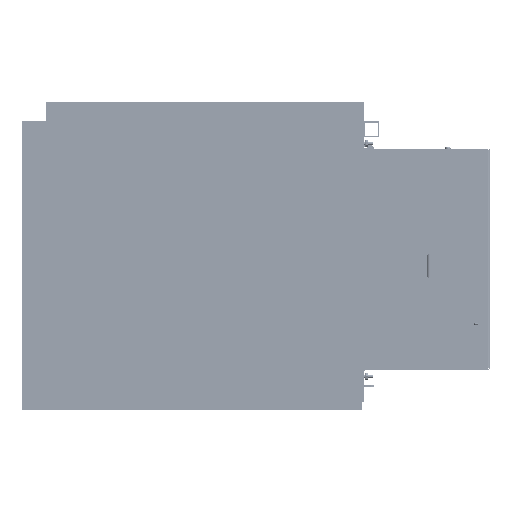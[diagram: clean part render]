
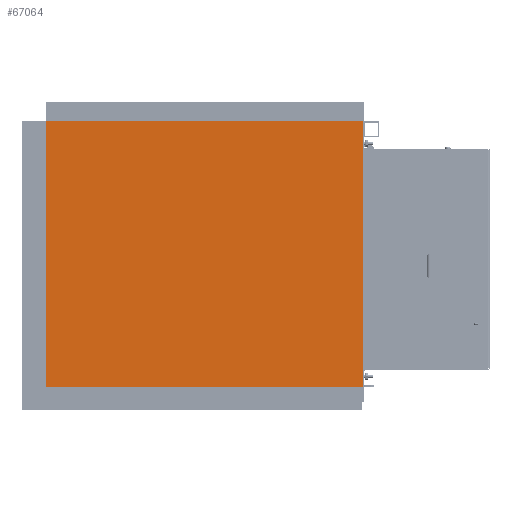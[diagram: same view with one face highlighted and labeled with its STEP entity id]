
A CAD part, left-side view. The second image highlights one B-rep face of the part: STEP entity #67064.
In plain terms, the highlighted face is planar.
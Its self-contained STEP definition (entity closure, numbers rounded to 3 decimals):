
#20561 = ORIENTED_EDGE ( 'NONE', *, *, #62503, .F. ) ;
#32604 = CARTESIAN_POINT ( 'NONE',  ( 0., 0., 0. ) ) ;
#37576 = CARTESIAN_POINT ( 'NONE',  ( -168.75, 201.5, 0. ) ) ;
#39411 = DIRECTION ( 'NONE',  ( 0., 1., 0. ) ) ;
#52352 = VECTOR ( 'NONE', #187961, 1000. ) ;
#62503 = EDGE_CURVE ( 'NONE', #145740, #146932, #205629, .T. ) ;
#67064 = ADVANCED_FACE ( 'NONE', ( #127258 ), #143880, .F. ) ;
#83222 = CARTESIAN_POINT ( 'NONE',  ( 168.75, -201.5, 0. ) ) ;
#88526 = EDGE_CURVE ( 'NONE', #146932, #158600, #103907, .T. ) ;
#89643 = EDGE_LOOP ( 'NONE', ( #175291, #134922, #197497, #20561 ) ) ;
#96079 = DIRECTION ( 'NONE',  ( 1., 0., 0. ) ) ;
#100950 = EDGE_CURVE ( 'NONE', #155735, #145740, #161855, .T. ) ;
#103907 = LINE ( 'NONE', #83222, #181884 ) ;
#119384 = VECTOR ( 'NONE', #129124, 1000. ) ;
#127258 = FACE_OUTER_BOUND ( 'NONE', #89643, .T. ) ;
#129124 = DIRECTION ( 'NONE',  ( -1., 0., 0. ) ) ;
#130182 = CARTESIAN_POINT ( 'NONE',  ( 168.75, 201.5, 0. ) ) ;
#134922 = ORIENTED_EDGE ( 'NONE', *, *, #145562, .F. ) ;
#143880 = PLANE ( 'NONE',  #193207 ) ;
#144899 = DIRECTION ( 'NONE',  ( 0., 0., 1. ) ) ;
#145562 = EDGE_CURVE ( 'NONE', #158600, #155735, #175966, .T. ) ;
#145740 = VERTEX_POINT ( 'NONE', #179070 ) ;
#146266 = CARTESIAN_POINT ( 'NONE',  ( -168.75, -201.5, 0. ) ) ;
#146932 = VERTEX_POINT ( 'NONE', #196792 ) ;
#149355 = DIRECTION ( 'NONE',  ( 0., -1., 0. ) ) ;
#155735 = VERTEX_POINT ( 'NONE', #37576 ) ;
#158600 = VERTEX_POINT ( 'NONE', #198291 ) ;
#160975 = VECTOR ( 'NONE', #149355, 1000. ) ;
#161855 = LINE ( 'NONE', #146266, #160975 ) ;
#171322 = CARTESIAN_POINT ( 'NONE',  ( 168.75, -201.5, 0. ) ) ;
#175291 = ORIENTED_EDGE ( 'NONE', *, *, #100950, .F. ) ;
#175966 = LINE ( 'NONE', #130182, #119384 ) ;
#179070 = CARTESIAN_POINT ( 'NONE',  ( -168.75, -201.5, 0. ) ) ;
#181884 = VECTOR ( 'NONE', #39411, 1000. ) ;
#187961 = DIRECTION ( 'NONE',  ( 1., 0., 0. ) ) ;
#193207 = AXIS2_PLACEMENT_3D ( 'NONE', #32604, #144899, #96079 ) ;
#196792 = CARTESIAN_POINT ( 'NONE',  ( 168.75, -201.5, 0. ) ) ;
#197497 = ORIENTED_EDGE ( 'NONE', *, *, #88526, .F. ) ;
#198291 = CARTESIAN_POINT ( 'NONE',  ( 168.75, 201.5, 0. ) ) ;
#205629 = LINE ( 'NONE', #171322, #52352 ) ;
